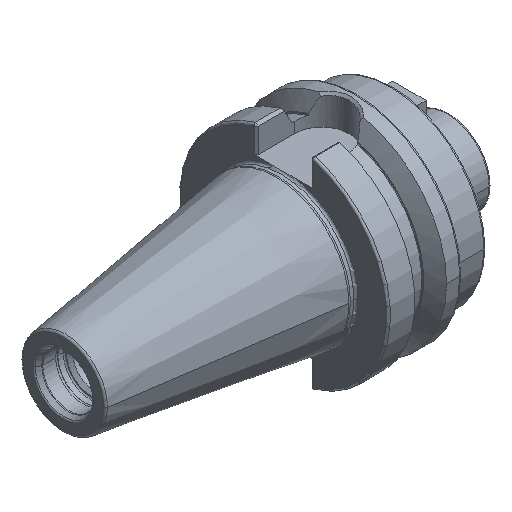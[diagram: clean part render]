
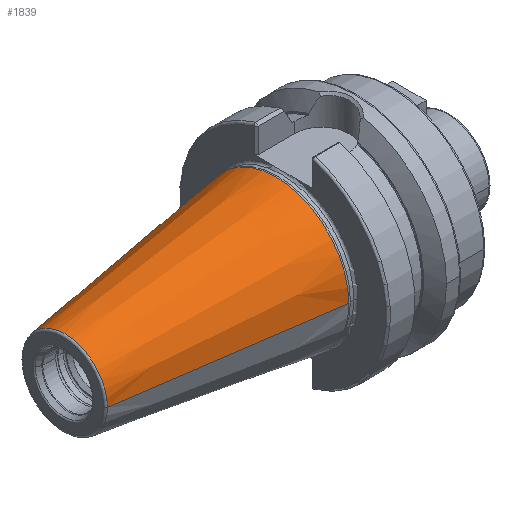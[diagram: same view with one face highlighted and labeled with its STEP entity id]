
A CAD part, isometric view. The second image highlights one B-rep face of the part: STEP entity #1839.
In plain terms, the highlighted conical face has half-angle 8.298 degrees and reference radius 27.519 mm.
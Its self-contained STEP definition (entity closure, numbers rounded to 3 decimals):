
#37=CARTESIAN_POINT('',(-100.944,0.,0.));
#38=DIRECTION('',(1.,0.,0.));
#39=DIRECTION('',(0.,1.,0.));
#40=AXIS2_PLACEMENT_3D('',#37,#38,#39);
#42=CARTESIAN_POINT('',(-0.619,0.,0.));
#43=DIRECTION('',(1.,0.,0.));
#44=DIRECTION('',(0.,1.,0.));
#45=AXIS2_PLACEMENT_3D('',#42,#43,#44);
#47=DIRECTION('',(-0.99,-0.144,0.));
#48=VECTOR('',#47,101.387);
#49=CARTESIAN_POINT('',(-0.619,34.835,0.));
#50=LINE('',#49,#48);
#51=DIRECTION('',(-0.99,0.144,0.));
#52=VECTOR('',#51,101.387);
#53=CARTESIAN_POINT('',(-0.619,-34.835,0.));
#54=LINE('',#53,#52);
#1446=CARTESIAN_POINT('',(-100.944,20.203,0.));
#1448=VERTEX_POINT('',#1446);
#1450=CARTESIAN_POINT('',(-100.944,-20.203,0.));
#1452=VERTEX_POINT('',#1450);
#1665=CARTESIAN_POINT('',(-0.619,34.835,0.));
#1666=VERTEX_POINT('',#1665);
#1667=CARTESIAN_POINT('',(-0.619,-34.835,0.));
#1668=VERTEX_POINT('',#1667);
#1825=CARTESIAN_POINT('',(-50.782,0.,0.));
#1826=DIRECTION('',(1.,0.,0.));
#1827=DIRECTION('',(0.,-1.,0.));
#1828=AXIS2_PLACEMENT_3D('',#1825,#1826,#1827);
#1829=CONICAL_SURFACE('',#1828,27.519,8.298);
#1831=ORIENTED_EDGE('',*,*,#1830,.F.);
#1833=ORIENTED_EDGE('',*,*,#1832,.T.);
#1835=ORIENTED_EDGE('',*,*,#1834,.T.);
#1836=ORIENTED_EDGE('',*,*,#1818,.F.);
#1837=EDGE_LOOP('',(#1831,#1833,#1835,#1836));
#1838=FACE_OUTER_BOUND('',#1837,.F.);
#1839=ADVANCED_FACE('',(#1838),#1829,.T.);
#41=CIRCLE('',#40,20.203);
#46=CIRCLE('',#45,34.835);
#1818=EDGE_CURVE('',#1448,#1452,#41,.T.);
#1830=EDGE_CURVE('',#1666,#1448,#50,.T.);
#1832=EDGE_CURVE('',#1666,#1668,#46,.T.);
#1834=EDGE_CURVE('',#1668,#1452,#54,.T.);
